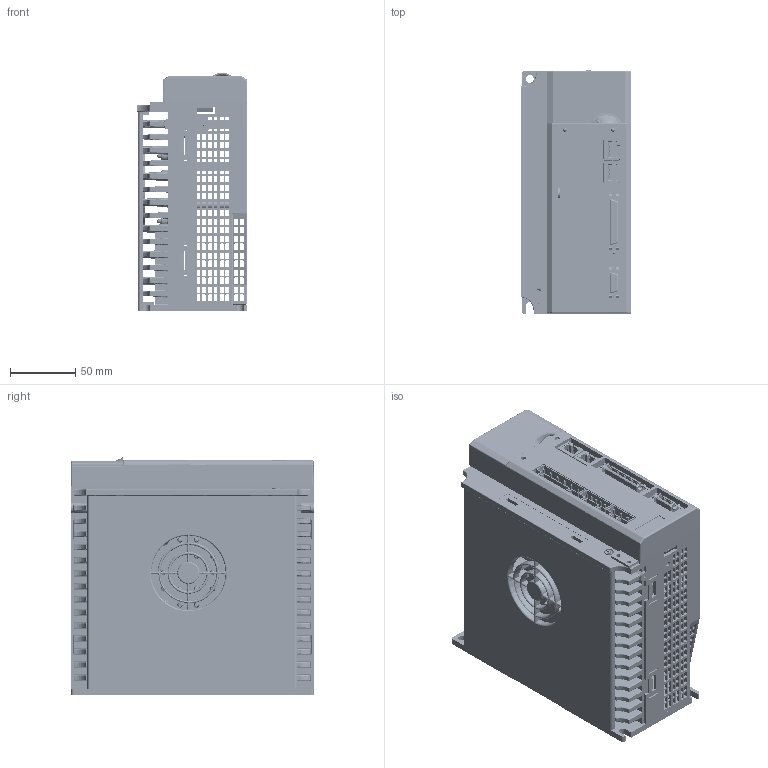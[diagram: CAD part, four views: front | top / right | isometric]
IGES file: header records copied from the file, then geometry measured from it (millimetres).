
Start section: Elysium IGES Interface
Global section: file name: 77HBCSD-10AMG.igs; native system: Creo Elements/Direct Modeling 19.0G  27-Nov-2017; preprocessor: Creo Element/Direct IGES_3D V2.2; author: Unknown; organization: Unknown; date: 20210921.110048; units: millimetre
Bounding box: 85 x 186.5 x 182.87 mm (x, y, z)
Volume: 595686.9 mm3; surface area: 431384.2 mm2
Topology: 19 solids, 21 shells, 8624 faces, 24954 edges, 16133 vertices
Faces by surface type: bspline 8624
